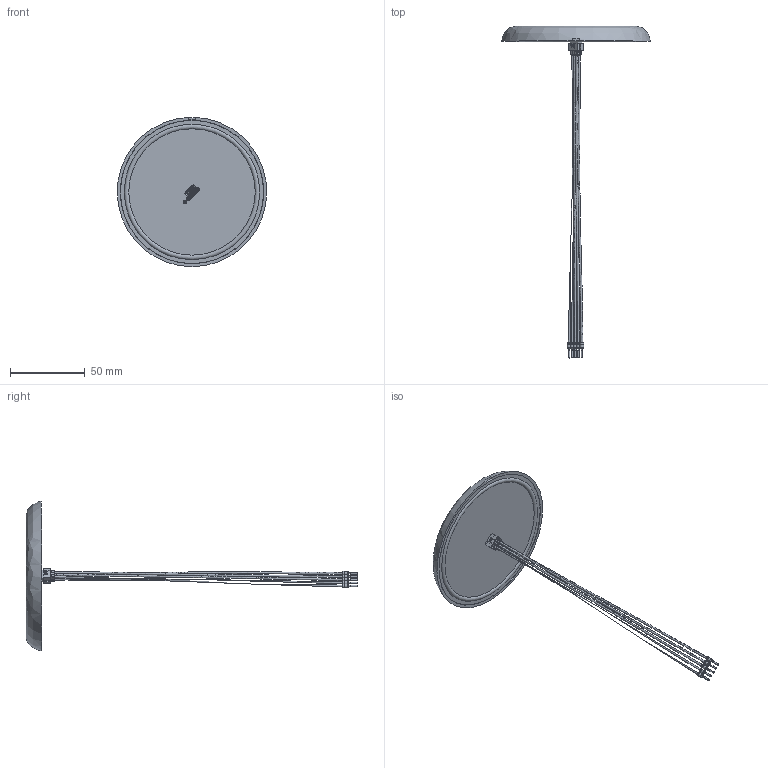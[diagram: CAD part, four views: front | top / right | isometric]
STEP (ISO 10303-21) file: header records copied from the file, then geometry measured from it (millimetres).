
FILE_DESCRIPTION (( 'STEP AP203' ), '1' );
FILE_NAME ('CAP001102-01.STEP', '2022-10-19T12:42:56', ( '' ), ( '' ), 'SwSTEP 2.0', 'SolidWorks 2021', '' );
FILE_SCHEMA (( 'CONFIG_CONTROL_DESIGN' ));
Length unit declared in the file: millimetre
Products named in the file (1): CAP001102-01
Bounding box: 99.77 x 221.57 x 99.74 mm (x, y, z)
Volume: 70735.6 mm3; surface area: 23480.3 mm2
Topology: 1 solids, 14 shells, 752 faces, 2260 edges, 1488 vertices
Faces by surface type: plane 590, cylinder 120, bspline 23, cone 14, torus 5
Full cylindrical faces by diameter (mm): 0.75 x5, 0.8 x5, 1.1 x5, 2 x10, 2.5 x5, 63 x1, 63.15 x1
Entity records: 26015 total; most frequent: CARTESIAN_POINT 6095, ORIENTED_EDGE 4344, DIRECTION 3703, EDGE_CURVE 2172, LINE 1729, VECTOR 1729, VERTEX_POINT 1459, AXIS2_PLACEMENT_3D 987
